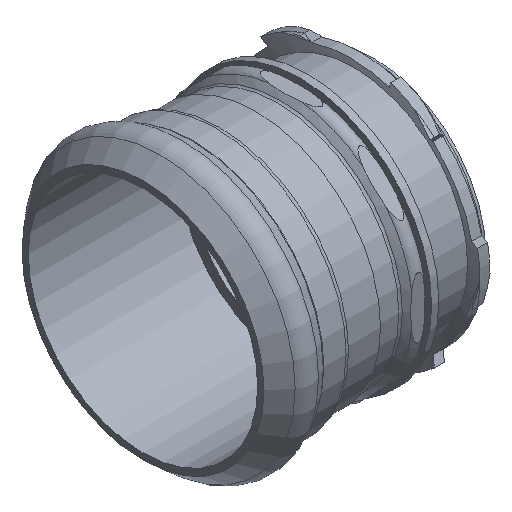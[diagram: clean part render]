
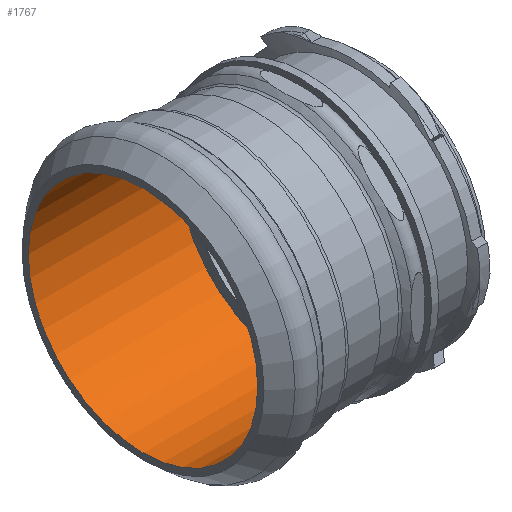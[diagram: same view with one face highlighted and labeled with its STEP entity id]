
A CAD part, isometric view. The second image highlights one B-rep face of the part: STEP entity #1767.
In plain terms, the highlighted cylindrical face has radius 31.75 mm (diameter 63.5 mm), a full revolution.
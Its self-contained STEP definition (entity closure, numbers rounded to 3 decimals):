
#331=FACE_OUTER_BOUND('',#437,.T.);
#437=EDGE_LOOP('',(#1212,#1213,#1214,#1215));
#553=LINE('',#2511,#600);
#600=VECTOR('',#2093,31.75);
#647=CIRCLE('',#1903,31.75);
#648=CIRCLE('',#1904,31.75);
#762=VERTEX_POINT('',#2508);
#763=VERTEX_POINT('',#2510);
#945=EDGE_CURVE('',#762,#762,#647,.T.);
#946=EDGE_CURVE('',#762,#763,#553,.T.);
#947=EDGE_CURVE('',#763,#763,#648,.T.);
#1212=ORIENTED_EDGE('',*,*,#945,.F.);
#1213=ORIENTED_EDGE('',*,*,#946,.T.);
#1214=ORIENTED_EDGE('',*,*,#947,.T.);
#1215=ORIENTED_EDGE('',*,*,#946,.F.);
#1746=CYLINDRICAL_SURFACE('',#1902,31.75);
#1767=ADVANCED_FACE('',(#331),#1746,.F.);
#1902=AXIS2_PLACEMENT_3D('',#2507,#2089,#2090);
#1903=AXIS2_PLACEMENT_3D('',#2509,#2091,#2092);
#1904=AXIS2_PLACEMENT_3D('',#2512,#2094,#2095);
#2089=DIRECTION('center_axis',(1.,0.,0.));
#2090=DIRECTION('ref_axis',(0.,0.,
1.));
#2091=DIRECTION('center_axis',(1.,0.,0.));
#2092=DIRECTION('ref_axis',(0.,0.,
1.));
#2093=DIRECTION('',(1.,0.,0.));
#2094=DIRECTION('center_axis',(1.,0.,0.));
#2095=DIRECTION('ref_axis',(0.,0.,1.));
#2507=CARTESIAN_POINT('Origin',(-43.6,0.,0.));
#2508=CARTESIAN_POINT('',(-43.6,0.,-31.75));
#2509=CARTESIAN_POINT('Origin',(-43.6,0.,0.));
#2510=CARTESIAN_POINT('',(-1.9,0.,-31.75));
#2511=CARTESIAN_POINT('',(-43.6,0.,-31.75));
#2512=CARTESIAN_POINT('Origin',(-1.9,0.,0.));
